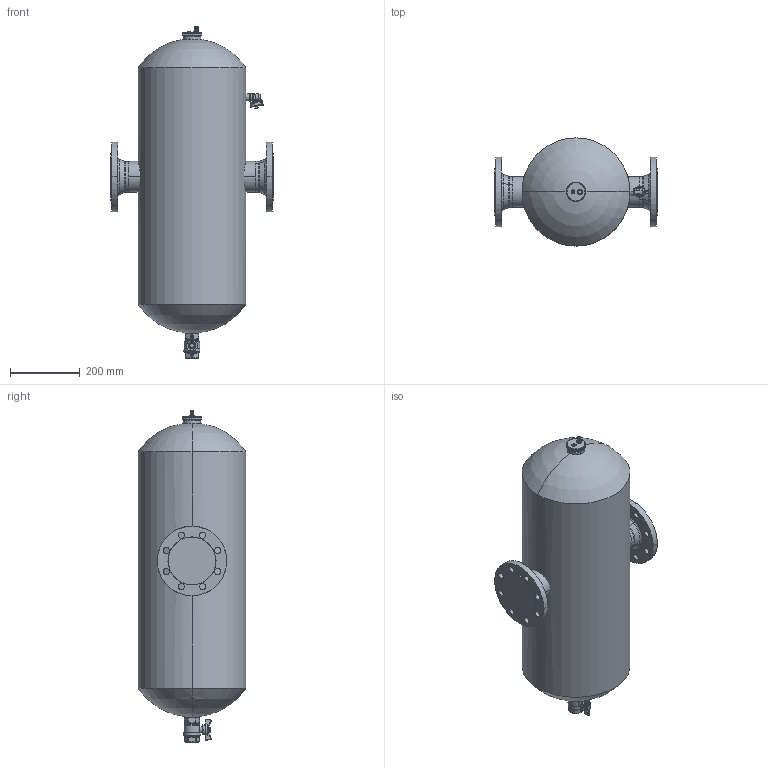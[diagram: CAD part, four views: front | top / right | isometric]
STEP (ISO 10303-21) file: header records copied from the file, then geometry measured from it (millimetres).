
FILE_DESCRIPTION(('CATIA V5 STEP Exchange'),'2;1');
FILE_NAME('STEP_546082_-_TST.stp','2019-11-22T15:52:50+00:00',('none'),('none'),'CATIA Version 5-6 Release 2016 SP4','CATIA V5 STEP AP203','none');
FILE_SCHEMA(('CONFIG_CONTROL_DESIGN'));
Length unit declared in the file: millimetre
Products named in the file (1): 546082 - TST
Bounding box: 466 x 310 x 953.5 mm (x, y, z)
Volume: 60230533.4 mm3; surface area: 1046435.3 mm2
Topology: 1 solids, 2 shells, 1620 faces, 4369 edges, 2753 vertices
Faces by surface type: cylinder 649, plane 486, bspline 369, cone 41, sphere 39, torus 36
Entity records: 63456 total; most frequent: CARTESIAN_POINT 29907, ORIENTED_EDGE 8670, EDGE_CURVE 4335, DIRECTION 4310, VERTEX_POINT 2753, AXIS2_PLACEMENT_3D 1818, B_SPLINE_CURVE_WITH_KNOTS 1746, EDGE_LOOP 1688
